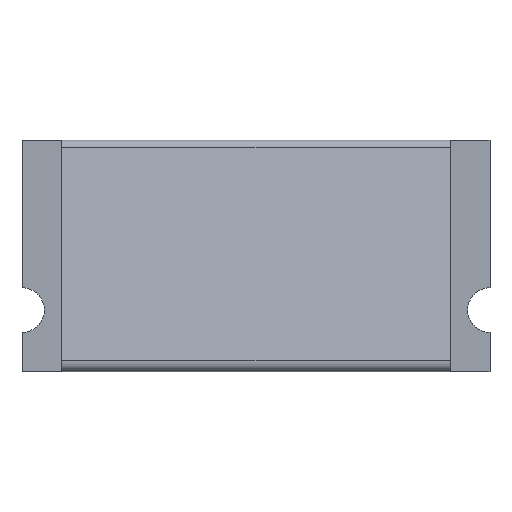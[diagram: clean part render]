
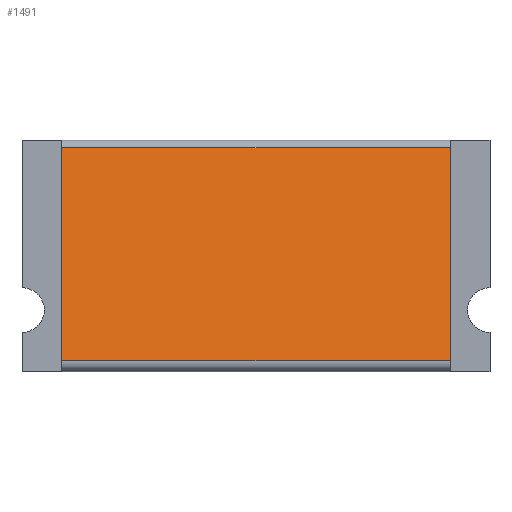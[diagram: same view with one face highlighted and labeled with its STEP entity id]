
A CAD part, front view. The second image highlights one B-rep face of the part: STEP entity #1491.
In plain terms, the highlighted planar face has unit normal (0, -0.985, 0.174).
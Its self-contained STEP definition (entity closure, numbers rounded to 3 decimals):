
#138=FACE_OUTER_BOUND('',#220,.T.);
#220=EDGE_LOOP('',(#1177,#1178,#1179,#1180));
#344=LINE('',#2518,#512);
#346=LINE('',#2524,#514);
#347=LINE('',#2526,#515);
#348=LINE('',#2527,#516);
#512=VECTOR('',#1744,10.);
#514=VECTOR('',#1750,10.);
#515=VECTOR('',#1751,10.);
#516=VECTOR('',#1752,10.);
#687=VERTEX_POINT('',#2515);
#688=VERTEX_POINT('',#2517);
#690=VERTEX_POINT('',#2523);
#691=VERTEX_POINT('',#2525);
#867=EDGE_CURVE('',#687,#688,#344,.T.);
#870=EDGE_CURVE('',#690,#687,#346,.T.);
#871=EDGE_CURVE('',#691,#690,#347,.T.);
#872=EDGE_CURVE('',#691,#688,#348,.T.);
#1177=ORIENTED_EDGE('',*,*,#867,.F.);
#1178=ORIENTED_EDGE('',*,*,#870,.F.);
#1179=ORIENTED_EDGE('',*,*,#871,.F.);
#1180=ORIENTED_EDGE('',*,*,#872,.T.);
#1416=PLANE('',#1568);
#1491=ADVANCED_FACE('',(#138),#1416,.T.);
#1568=AXIS2_PLACEMENT_3D('',#2522,#1748,#1749);
#1744=DIRECTION('',(-1.,0.,0.));
#1748=DIRECTION('center_axis',(0.,-0.985,0.174));
#1749=DIRECTION('ref_axis',(0.,0.174,0.985));
#1750=DIRECTION('',(0.,-0.174,-0.985));
#1751=DIRECTION('',(1.,0.,0.));
#1752=DIRECTION('',(0.,-0.174,-0.985));
#2515=CARTESIAN_POINT('',(-1.2,-4.198,-207.173));
#2517=CARTESIAN_POINT('',(-34.2,-4.198,-207.173));
#2518=CARTESIAN_POINT('',(2.2,-4.198,-207.173));
#2522=CARTESIAN_POINT('Origin',(2.2,-4.364,-208.112));
#2523=CARTESIAN_POINT('',(-1.2,-1.006,-189.07));
#2524=CARTESIAN_POINT('',(-1.2,-4.112,-206.685));
#2525=CARTESIAN_POINT('',(-34.2,-1.006,-189.07));
#2526=CARTESIAN_POINT('',(2.2,-1.006,-189.07));
#2527=CARTESIAN_POINT('',(-34.2,-1.773,-193.421));
